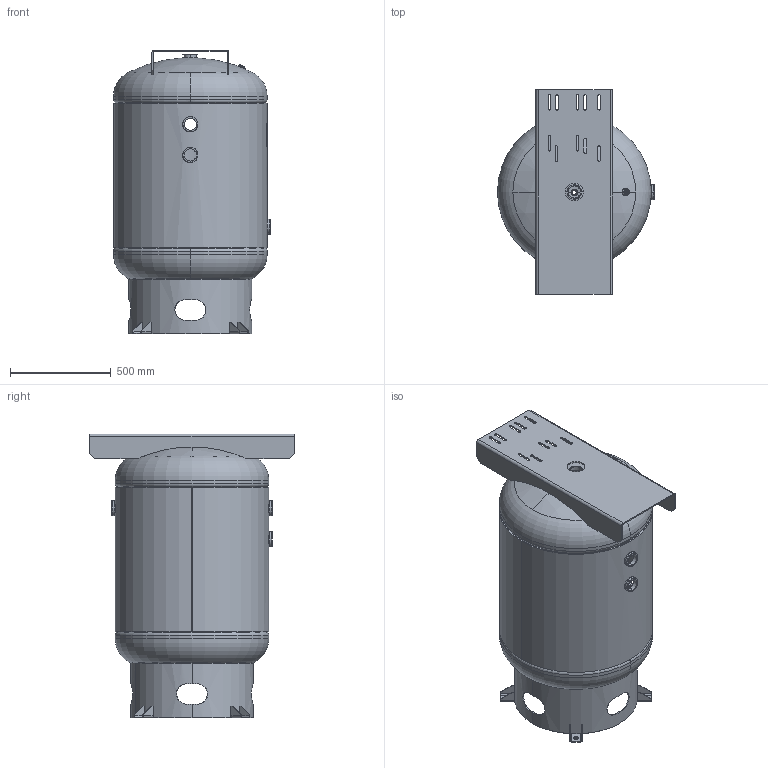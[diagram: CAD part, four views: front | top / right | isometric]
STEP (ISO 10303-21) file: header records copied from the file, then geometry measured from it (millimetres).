
FILE_DESCRIPTION (( 'STEP AP203' ), '1' );
FILE_NAME ('302425.STEP', '2012-02-03T23:38:19', ( '' ), ( '' ), 'SwSTEP 2.0', 'SolidWorks 2011', '' );
FILE_SCHEMA (( 'CONFIG_CONTROL_DESIGN' ));
Length unit declared in the file: inch
Products named in the file (1): 302425
Bounding box: 778.66 x 1016 x 1408.77 mm (x, y, z)
Surface area: 8430034.3 mm2 (no closed solid volume)
Topology: 0 solids, 24 shells, 337 faces, 915 edges, 588 vertices
Faces by surface type: plane 144, cylinder 107, torus 56, bspline 22, sphere 8
Full cylindrical faces by diameter (mm): 746.1 x1, 762 x1
Entity records: 17146 total; most frequent: CARTESIAN_POINT 8513, DIRECTION 1854, ORIENTED_EDGE 1642, EDGE_CURVE 915, AXIS2_PLACEMENT_3D 709, VERTEX_POINT 588, VECTOR 436, LINE 436
